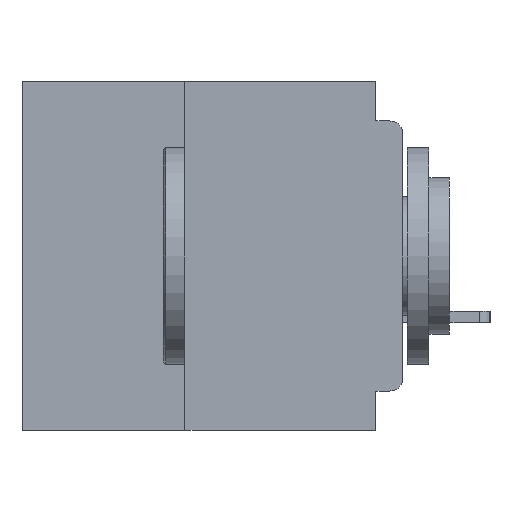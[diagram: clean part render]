
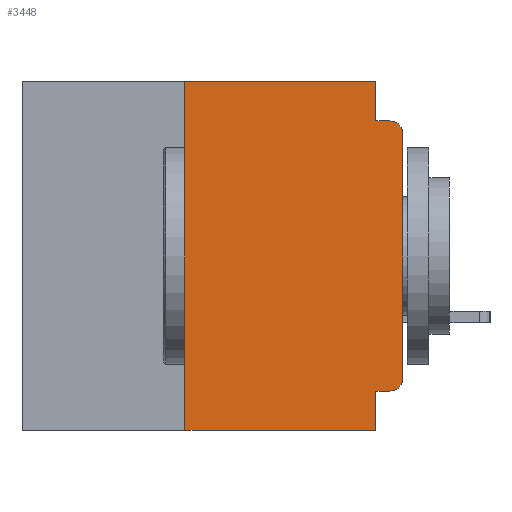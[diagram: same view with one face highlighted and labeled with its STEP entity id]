
A CAD part, left-side view. The second image highlights one B-rep face of the part: STEP entity #3448.
In plain terms, the highlighted planar face has unit normal (-1, 0, 0).
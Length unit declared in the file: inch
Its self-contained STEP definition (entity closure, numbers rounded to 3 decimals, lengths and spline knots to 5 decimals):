
#188 = EDGE_CURVE ( 'NONE', #4496, #34017, #5971, .T. ) ;
#1104 = LINE ( 'NONE', #11535, #21528 ) ;
#1585 = CARTESIAN_POINT ( 'NONE',  ( 0., 0.031, 0. ) ) ;
#2148 = EDGE_LOOP ( 'NONE', ( #35679, #15906, #23681, #6295, #31785, #4604, #34399, #12909, #15080, #30195 ) ) ;
#2837 = CARTESIAN_POINT ( 'NONE',  ( 0., 0., 0. ) ) ;
#2899 = LINE ( 'NONE', #33308, #8621 ) ;
#3409 = CARTESIAN_POINT ( 'NONE',  ( 0., 0.015, -0.045 ) ) ;
#3448 = ADVANCED_FACE ( 'NONE', ( #13858 ), #10511, .F. ) ;
#3508 = CARTESIAN_POINT ( 'NONE',  ( 0., 0., -0.355 ) ) ;
#3711 = CARTESIAN_POINT ( 'NONE',  ( 0., 0.031, -0.355 ) ) ;
#4427 = CARTESIAN_POINT ( 'NONE',  ( 0., 0.031, -0.4 ) ) ;
#4496 = VERTEX_POINT ( 'NONE', #13628 ) ;
#4604 = ORIENTED_EDGE ( 'NONE', *, *, #12731, .F. ) ;
#4879 = DIRECTION ( 'NONE',  ( 0., -1., 0. ) ) ;
#5886 = DIRECTION ( 'NONE',  ( 0., 0., 1. ) ) ;
#5967 = DIRECTION ( 'NONE',  ( 0., 0., -1. ) ) ;
#5971 = LINE ( 'NONE', #3508, #26281 ) ;
#6295 = ORIENTED_EDGE ( 'NONE', *, *, #7110, .F. ) ;
#6304 = VERTEX_POINT ( 'NONE', #16831 ) ;
#7110 = EDGE_CURVE ( 'NONE', #13862, #33018, #29541, .T. ) ;
#7338 = VECTOR ( 'NONE', #10319, 39.37008 ) ;
#7524 = CARTESIAN_POINT ( 'NONE',  ( 0., 0.031, 0. ) ) ;
#7673 = LINE ( 'NONE', #24214, #8560 ) ;
#8560 = VECTOR ( 'NONE', #4879, 39.37008 ) ;
#8621 = VECTOR ( 'NONE', #19611, 39.37008 ) ;
#9375 = VERTEX_POINT ( 'NONE', #4427 ) ;
#10042 = DIRECTION ( 'NONE',  ( 0., 0., -1. ) ) ;
#10051 = DIRECTION ( 'NONE',  ( 0., 0., -1. ) ) ;
#10115 = DIRECTION ( 'NONE',  ( 1., 0., 0. ) ) ;
#10319 = DIRECTION ( 'NONE',  ( 0., -1., 0. ) ) ;
#10511 = PLANE ( 'NONE',  #31013 ) ;
#10676 = CARTESIAN_POINT ( 'NONE',  ( 0., 0.437, 0. ) ) ;
#11535 = CARTESIAN_POINT ( 'NONE',  ( 0., 0.031, -0.4 ) ) ;
#11855 = CARTESIAN_POINT ( 'NONE',  ( 0., 0.015, -0.34 ) ) ;
#12705 = CARTESIAN_POINT ( 'NONE',  ( 0., 0.25, -0.4 ) ) ;
#12731 = EDGE_CURVE ( 'NONE', #24026, #6304, #15695, .T. ) ;
#12799 = DIRECTION ( 'NONE',  ( -1., 0., 0. ) ) ;
#12909 = ORIENTED_EDGE ( 'NONE', *, *, #16499, .F. ) ;
#13628 = CARTESIAN_POINT ( 'NONE',  ( 0., 0.015, -0.355 ) ) ;
#13858 = FACE_OUTER_BOUND ( 'NONE', #2148, .T. ) ;
#13862 = VERTEX_POINT ( 'NONE', #7524 ) ;
#13927 = CARTESIAN_POINT ( 'NONE',  ( 0., 0., -0.34 ) ) ;
#14066 = VERTEX_POINT ( 'NONE', #13927 ) ;
#14654 = DIRECTION ( 'NONE',  ( 0., 0., -1. ) ) ;
#15080 = ORIENTED_EDGE ( 'NONE', *, *, #188, .F. ) ;
#15695 = LINE ( 'NONE', #27988, #23021 ) ;
#15797 = EDGE_CURVE ( 'NONE', #14066, #18829, #31073, .T. ) ;
#15906 = ORIENTED_EDGE ( 'NONE', *, *, #22726, .T. ) ;
#15941 = EDGE_CURVE ( 'NONE', #4496, #14066, #32341, .T. ) ;
#16448 = EDGE_CURVE ( 'NONE', #24026, #9375, #2899, .T. ) ;
#16499 = EDGE_CURVE ( 'NONE', #34017, #9375, #1104, .T. ) ;
#16745 = AXIS2_PLACEMENT_3D ( 'NONE', #11855, #31124, #14654 ) ;
#16831 = CARTESIAN_POINT ( 'NONE',  ( 0., 0.25, 0. ) ) ;
#18829 = VERTEX_POINT ( 'NONE', #30316 ) ;
#19452 = DIRECTION ( 'NONE',  ( 0., 0., 1. ) ) ;
#19479 = DIRECTION ( 'NONE',  ( 0., 1., 0. ) ) ;
#19611 = DIRECTION ( 'NONE',  ( 0., -1., 0. ) ) ;
#20431 = CIRCLE ( 'NONE', #24782, 0.015 ) ;
#21528 = VECTOR ( 'NONE', #5967, 39.37008 ) ;
#21915 = CARTESIAN_POINT ( 'NONE',  ( 0., 0.031, -0.045 ) ) ;
#22146 = VECTOR ( 'NONE', #10051, 39.37008 ) ;
#22501 = VERTEX_POINT ( 'NONE', #3409 ) ;
#22726 = EDGE_CURVE ( 'NONE', #18829, #22501, #20431, .T. ) ;
#23021 = VECTOR ( 'NONE', #5886, 39.37008 ) ;
#23681 = ORIENTED_EDGE ( 'NONE', *, *, #25816, .F. ) ;
#24026 = VERTEX_POINT ( 'NONE', #12705 ) ;
#24050 = CARTESIAN_POINT ( 'NONE',  ( 0., 0.437, 0. ) ) ;
#24214 = CARTESIAN_POINT ( 'NONE',  ( 0., 0., -0.045 ) ) ;
#24782 = AXIS2_PLACEMENT_3D ( 'NONE', #29317, #12799, #32036 ) ;
#25816 = EDGE_CURVE ( 'NONE', #33018, #22501, #7673, .T. ) ;
#26281 = VECTOR ( 'NONE', #19479, 39.37008 ) ;
#27988 = CARTESIAN_POINT ( 'NONE',  ( 0., 0.25, -0.4 ) ) ;
#28153 = EDGE_CURVE ( 'NONE', #6304, #13862, #28496, .T. ) ;
#28496 = LINE ( 'NONE', #24050, #7338 ) ;
#29317 = CARTESIAN_POINT ( 'NONE',  ( 0., 0.015, -0.06 ) ) ;
#29541 = LINE ( 'NONE', #1585, #22146 ) ;
#30195 = ORIENTED_EDGE ( 'NONE', *, *, #15941, .T. ) ;
#30236 = VECTOR ( 'NONE', #19452, 39.37008 ) ;
#30316 = CARTESIAN_POINT ( 'NONE',  ( 0., 0., -0.06 ) ) ;
#31013 = AXIS2_PLACEMENT_3D ( 'NONE', #10676, #10115, #10042 ) ;
#31073 = LINE ( 'NONE', #2837, #30236 ) ;
#31124 = DIRECTION ( 'NONE',  ( -1., 0., 0. ) ) ;
#31785 = ORIENTED_EDGE ( 'NONE', *, *, #28153, .F. ) ;
#32036 = DIRECTION ( 'NONE',  ( 0., 0., -1. ) ) ;
#32341 = CIRCLE ( 'NONE', #16745, 0.015 ) ;
#33018 = VERTEX_POINT ( 'NONE', #21915 ) ;
#33308 = CARTESIAN_POINT ( 'NONE',  ( 0., 0.437, -0.4 ) ) ;
#34017 = VERTEX_POINT ( 'NONE', #3711 ) ;
#34399 = ORIENTED_EDGE ( 'NONE', *, *, #16448, .T. ) ;
#35679 = ORIENTED_EDGE ( 'NONE', *, *, #15797, .T. ) ;
